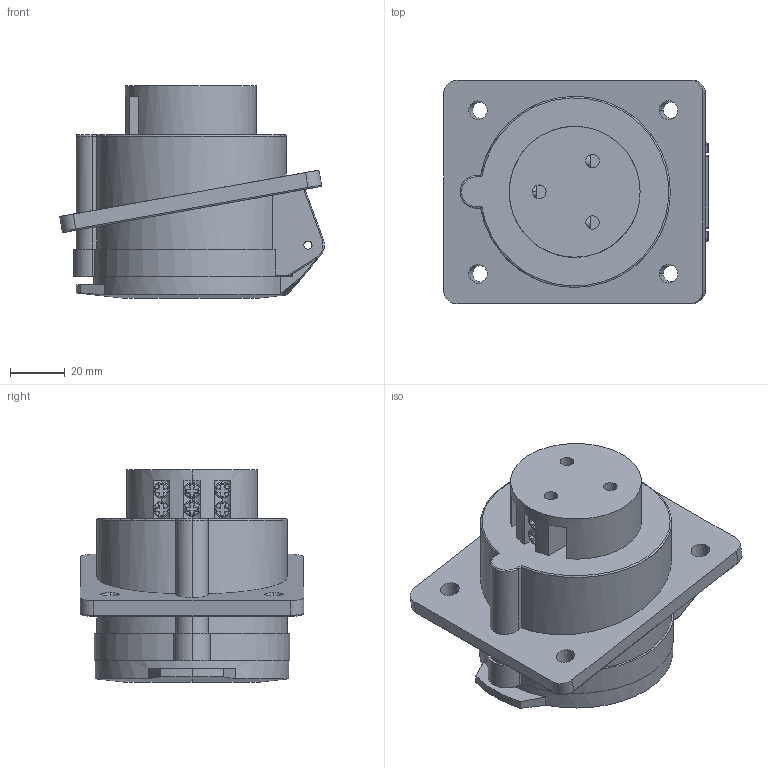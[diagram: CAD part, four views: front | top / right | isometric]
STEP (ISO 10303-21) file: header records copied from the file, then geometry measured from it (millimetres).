
FILE_DESCRIPTION (( 'STEP AP214' ), '1' );
FILE_NAME ('Ñáîðêà 423-32.STEP', '2018-09-04T07:27:38', ( '' ), ( '' ), 'SwSTEP 2.0', 'SolidWorks 2017', '' );
FILE_SCHEMA (( 'AUTOMOTIVE_DESIGN' ));
Length unit declared in the file: millimetre
Products named in the file (3): 栖闉罻 423-32; 扻豵鵨 423; Êðûøêà 423
Assembly tree (2 placements, depth 2):
  栖闉罻 423-32
    扻豵鵨 423
    Êðûøêà 423
Bounding box: 97.05 x 82 x 78 mm (x, y, z)
Volume: 202175.9 mm3; surface area: 74526.9 mm2
Topology: 8 solids, 8 shells, 287 faces, 712 edges, 460 vertices
Faces by surface type: plane 148, cylinder 98, torus 25, cone 14, bspline 2
Entity records: 11582 total; most frequent: CARTESIAN_POINT 1634, DIRECTION 1514, ORIENTED_EDGE 1424, EDGE_CURVE 712, AXIS2_PLACEMENT_3D 542, VERTEX_POINT 460, VECTOR 430, LINE 430
